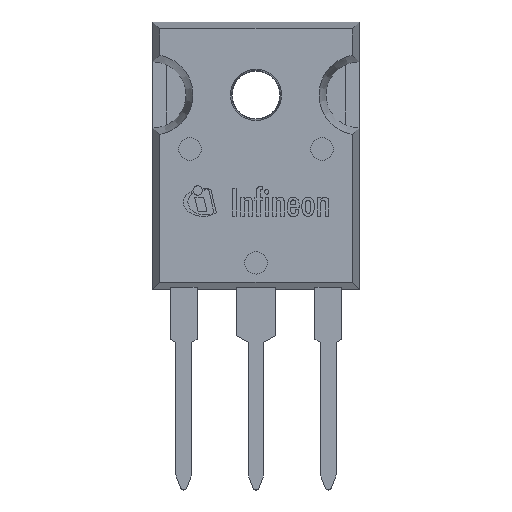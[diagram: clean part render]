
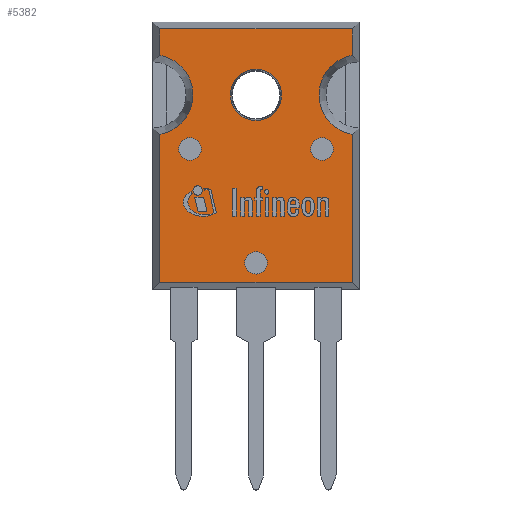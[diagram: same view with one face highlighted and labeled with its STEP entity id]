
A CAD part, top view. The second image highlights one B-rep face of the part: STEP entity #5382.
In plain terms, the highlighted planar face has unit normal (0, 0, 1).
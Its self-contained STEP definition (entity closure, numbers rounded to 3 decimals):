
#96=FACE_BOUND($,#932,.T.);
#97=FACE_BOUND($,#933,.T.);
#98=FACE_BOUND($,#934,.T.);
#99=FACE_BOUND($,#935,.T.);
#100=FACE_BOUND($,#936,.T.);
#128=CIRCLE($,#5742,0.85);
#130=CIRCLE($,#5746,0.85);
#132=CIRCLE($,#5750,0.85);
#133=CIRCLE($,#5754,1.935);
#134=CIRCLE($,#5755,3.029);
#135=CIRCLE($,#5756,3.029);
#932=EDGE_LOOP($,(#3721));
#933=EDGE_LOOP($,(#3722));
#934=EDGE_LOOP($,(#3723));
#935=EDGE_LOOP($,(#3724));
#936=EDGE_LOOP($,(#3725,#3726,#3727,#3728,#3729,#3730,#3731,#3732));
#1290=LINE($,#8291,#1785);
#1293=LINE($,#8299,#1788);
#1294=LINE($,#8303,#1789);
#1295=LINE($,#8305,#1790);
#1296=LINE($,#8307,#1791);
#1297=LINE($,#8310,#1792);
#1785=VECTOR($,#6510,14.527);
#1788=VECTOR($,#6517,2.001);
#1789=VECTOR($,#6520,11.186);
#1790=VECTOR($,#6521,14.527);
#1791=VECTOR($,#6522,11.186);
#1792=VECTOR($,#6525,2.001);
#2266=VERTEX_POINT($,#8271);
#2268=VERTEX_POINT($,#8277);
#2270=VERTEX_POINT($,#8283);
#2272=VERTEX_POINT($,#8288);
#2273=VERTEX_POINT($,#8290);
#2275=VERTEX_POINT($,#8296);
#2276=VERTEX_POINT($,#8298);
#2277=VERTEX_POINT($,#8300);
#2278=VERTEX_POINT($,#8302);
#2279=VERTEX_POINT($,#8304);
#2280=VERTEX_POINT($,#8306);
#2281=VERTEX_POINT($,#8308);
#2832=EDGE_CURVE($,#2266,#2266,#128,.T.);
#2834=EDGE_CURVE($,#2268,#2268,#130,.T.);
#2836=EDGE_CURVE($,#2270,#2270,#132,.T.);
#2838=EDGE_CURVE($,#2272,#2273,#1290,.T.);
#2841=EDGE_CURVE($,#2275,#2275,#133,.T.);
#2842=EDGE_CURVE($,#2276,#2272,#1293,.T.);
#2843=EDGE_CURVE($,#2277,#2276,#134,.T.);
#2844=EDGE_CURVE($,#2278,#2277,#1294,.T.);
#2845=EDGE_CURVE($,#2279,#2278,#1295,.T.);
#2846=EDGE_CURVE($,#2280,#2279,#1296,.T.);
#2847=EDGE_CURVE($,#2281,#2280,#135,.T.);
#2848=EDGE_CURVE($,#2273,#2281,#1297,.T.);
#3721=ORIENTED_EDGE($,*,*,#2832,.T.);
#3722=ORIENTED_EDGE($,*,*,#2834,.T.);
#3723=ORIENTED_EDGE($,*,*,#2836,.T.);
#3724=ORIENTED_EDGE($,*,*,#2841,.T.);
#3725=ORIENTED_EDGE($,*,*,#2838,.F.);
#3726=ORIENTED_EDGE($,*,*,#2842,.F.);
#3727=ORIENTED_EDGE($,*,*,#2843,.F.);
#3728=ORIENTED_EDGE($,*,*,#2844,.F.);
#3729=ORIENTED_EDGE($,*,*,#2845,.F.);
#3730=ORIENTED_EDGE($,*,*,#2846,.F.);
#3731=ORIENTED_EDGE($,*,*,#2847,.F.);
#3732=ORIENTED_EDGE($,*,*,#2848,.F.);
#5212=PLANE($,#5753);
#5382=ADVANCED_FACE($,(#96,#97,#98,#99,#100),#5212,.T.);
#5742=AXIS2_PLACEMENT_3D($,#8272,#6487,#6488);
#5746=AXIS2_PLACEMENT_3D($,#8278,#6495,#6496);
#5750=AXIS2_PLACEMENT_3D($,#8284,#6503,#6504);
#5753=AXIS2_PLACEMENT_3D($,#8295,#6513,#6514);
#5754=AXIS2_PLACEMENT_3D($,#8297,#6515,#6516);
#5755=AXIS2_PLACEMENT_3D($,#8301,#6518,#6519);
#5756=AXIS2_PLACEMENT_3D($,#8309,#6523,#6524);
#6487=DIRECTION('center_axis',(0.,0.,-1.));
#6488=DIRECTION('ref_axis',(-1.,0.,0.));
#6495=DIRECTION('center_axis',(0.,0.,-1.));
#6496=DIRECTION('ref_axis',(-1.,0.,0.));
#6503=DIRECTION('center_axis',(0.,0.,-1.));
#6504=DIRECTION('ref_axis',(-1.,0.,0.));
#6510=DIRECTION($,(1.,0.,0.));
#6513=DIRECTION('center_axis',(0.,0.,1.));
#6514=DIRECTION('ref_axis',(1.,0.,0.));
#6515=DIRECTION('center_axis',(0.,0.,-1.));
#6516=DIRECTION('ref_axis',(-1.,0.,0.));
#6517=DIRECTION($,(0.,1.,0.));
#6518=DIRECTION('center_axis',(0.,0.,1.));
#6519=DIRECTION('ref_axis',(0.,-1.,0.));
#6520=DIRECTION($,(0.,1.,0.));
#6521=DIRECTION($,(-1.,0.,0.));
#6522=DIRECTION($,(0.,-1.,0.));
#6523=DIRECTION('center_axis',(0.,0.,1.));
#6524=DIRECTION('ref_axis',(0.,1.,0.));
#6525=DIRECTION($,(0.,-1.,0.));
#8271=CARTESIAN_POINT('',(5.84,0.497,4.98));
#8272=CARTESIAN_POINT('Origin',(4.99,0.497,4.98));
#8277=CARTESIAN_POINT('',(0.85,-8.103,4.98));
#8278=CARTESIAN_POINT('Origin',(0.,-8.103,4.98));
#8283=CARTESIAN_POINT('',(-4.14,0.497,4.98));
#8284=CARTESIAN_POINT('Origin',(-4.99,0.497,4.98));
#8288=CARTESIAN_POINT('',(-7.264,9.576,4.98));
#8290=CARTESIAN_POINT('',(7.264,9.576,4.98));
#8291=CARTESIAN_POINT($,(3.895,9.576,4.98));
#8295=CARTESIAN_POINT('Origin',(0.,0.112,
4.98));
#8296=CARTESIAN_POINT('',(1.935,4.593,4.98));
#8297=CARTESIAN_POINT('Origin',(0.,4.593,4.98));
#8298=CARTESIAN_POINT('',(-7.264,7.575,4.98));
#8299=CARTESIAN_POINT($,(-7.264,5.107,4.98));
#8300=CARTESIAN_POINT('',(-7.264,1.61,4.98));
#8301=CARTESIAN_POINT('Origin',(-7.79,4.593,4.98));
#8302=CARTESIAN_POINT('',(-7.264,-9.576,4.98));
#8303=CARTESIAN_POINT($,(-7.264,1.101,4.98));
#8304=CARTESIAN_POINT('',(7.264,-9.576,4.98));
#8305=CARTESIAN_POINT($,(-3.895,-9.576,4.98));
#8306=CARTESIAN_POINT('',(7.264,1.61,4.98));
#8307=CARTESIAN_POINT($,(7.264,-4.995,4.98));
#8308=CARTESIAN_POINT('',(7.264,7.575,4.98));
#8309=CARTESIAN_POINT('Origin',(7.79,4.592,4.98));
#8310=CARTESIAN_POINT($,(7.264,3.603,4.98));
